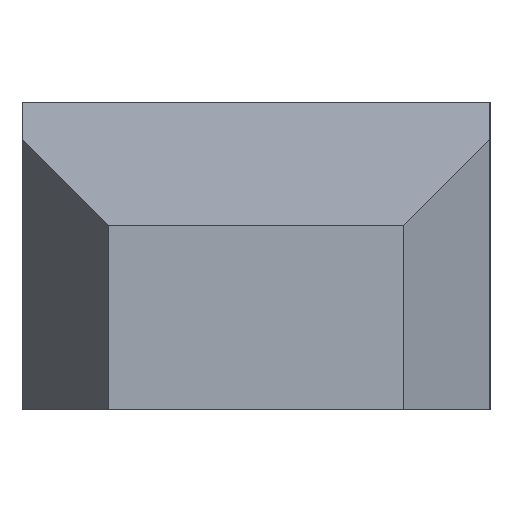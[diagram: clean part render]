
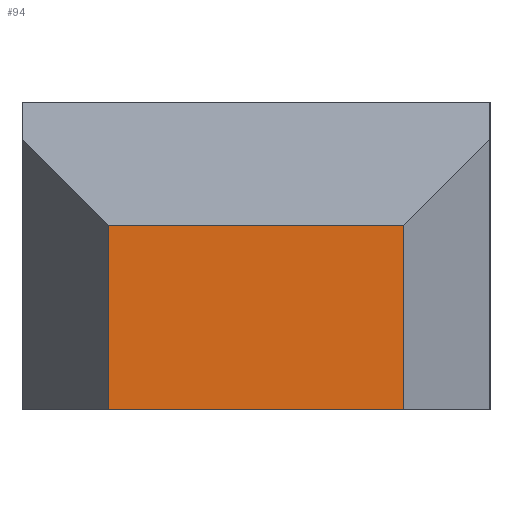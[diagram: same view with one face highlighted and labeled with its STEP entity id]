
A CAD part, left-side view. The second image highlights one B-rep face of the part: STEP entity #94.
In plain terms, the highlighted planar face has unit normal (-1, 0, 0).
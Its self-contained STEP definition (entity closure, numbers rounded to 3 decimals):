
#14 = CARTESIAN_POINT ( 'NONE',  ( -62.5, -12., 25. ) ) ;
#51 = CARTESIAN_POINT ( 'NONE',  ( -62.5, -12., 25. ) ) ;
#73 = VECTOR ( 'NONE', #255, 1000. ) ;
#84 = DIRECTION ( 'NONE',  ( 0., 0., 1. ) ) ;
#88 = LINE ( 'NONE', #179, #609 ) ;
#89 = EDGE_CURVE ( 'NONE', #374, #338, #88, .T. ) ;
#94 = ADVANCED_FACE ( 'NONE', ( #139 ), #334, .T. ) ;
#109 = EDGE_CURVE ( 'NONE', #568, #374, #230, .T. ) ;
#116 = CARTESIAN_POINT ( 'NONE',  ( -62.5, -12., 0. ) ) ;
#132 = ORIENTED_EDGE ( 'NONE', *, *, #243, .F. ) ;
#139 = FACE_OUTER_BOUND ( 'NONE', #199, .T. ) ;
#153 = ORIENTED_EDGE ( 'NONE', *, *, #89, .T. ) ;
#177 = CARTESIAN_POINT ( 'NONE',  ( -62.5, -12., 15. ) ) ;
#179 = CARTESIAN_POINT ( 'NONE',  ( -62.5, 12., 25. ) ) ;
#199 = EDGE_LOOP ( 'NONE', ( #132, #265, #153, #312 ) ) ;
#214 = CARTESIAN_POINT ( 'NONE',  ( -62.5, 12., 0. ) ) ;
#230 = LINE ( 'NONE', #598, #581 ) ;
#243 = EDGE_CURVE ( 'NONE', #568, #319, #252, .T. ) ;
#252 = LINE ( 'NONE', #14, #73 ) ;
#255 = DIRECTION ( 'NONE',  ( 0., 0., -1. ) ) ;
#260 = CARTESIAN_POINT ( 'NONE',  ( -62.5, 12., 15. ) ) ;
#265 = ORIENTED_EDGE ( 'NONE', *, *, #109, .T. ) ;
#287 = DIRECTION ( 'NONE',  ( 0., 1., 0. ) ) ;
#312 = ORIENTED_EDGE ( 'NONE', *, *, #313, .F. ) ;
#313 = EDGE_CURVE ( 'NONE', #319, #338, #399, .T. ) ;
#319 = VERTEX_POINT ( 'NONE', #116 ) ;
#334 = PLANE ( 'NONE',  #489 ) ;
#338 = VERTEX_POINT ( 'NONE', #214 ) ;
#355 = CARTESIAN_POINT ( 'NONE',  ( -62.5, -12., 0. ) ) ;
#374 = VERTEX_POINT ( 'NONE', #260 ) ;
#399 = LINE ( 'NONE', #355, #406 ) ;
#406 = VECTOR ( 'NONE', #449, 1000. ) ;
#411 = DIRECTION ( 'NONE',  ( -1., 0., 0. ) ) ;
#449 = DIRECTION ( 'NONE',  ( 0., 1., 0. ) ) ;
#461 = DIRECTION ( 'NONE',  ( 0., 0., -1. ) ) ;
#489 = AXIS2_PLACEMENT_3D ( 'NONE', #51, #411, #84 ) ;
#568 = VERTEX_POINT ( 'NONE', #177 ) ;
#581 = VECTOR ( 'NONE', #287, 1000. ) ;
#598 = CARTESIAN_POINT ( 'NONE',  ( -62.5, -20., 15. ) ) ;
#609 = VECTOR ( 'NONE', #461, 1000. ) ;
